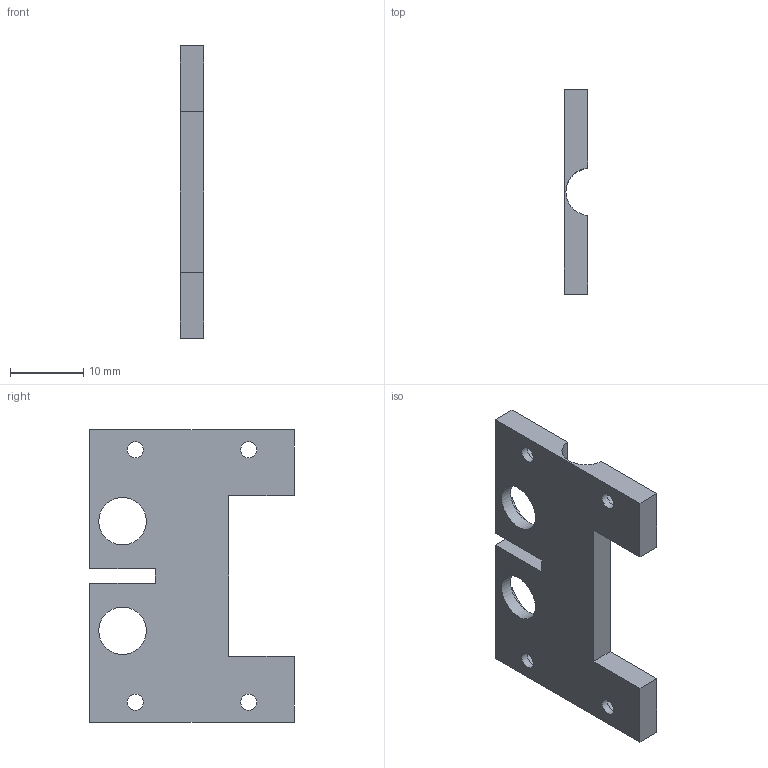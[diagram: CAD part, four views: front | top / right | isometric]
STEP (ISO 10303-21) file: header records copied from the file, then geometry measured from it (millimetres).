
FILE_DESCRIPTION(('FreeCAD Model'),'2;1');
FILE_NAME('Open CASCADE Shape Model','2024-09-11T12:27:10',(''),(''), 'Open CASCADE STEP processor 7.8','FreeCAD','Unknown');
FILE_SCHEMA(('AUTOMOTIVE_DESIGN { 1 0 10303 214 1 1 1 1 }'));
Length unit declared in the file: millimetre
Products named in the file (1): CopperA_Large
Bounding box: 3.25 x 28 x 40 mm (x, y, z)
Volume: 1800 mm3; surface area: 2611.2 mm2
Topology: 1 solids, 1 shells, 40 faces, 94 edges, 64 vertices
Faces by surface type: plane 25, cylinder 15
Full cylindrical faces by diameter (mm): 2.2 x4, 5 x4, 6.5 x2
Entity records: 1210 total; most frequent: DIRECTION 210, CARTESIAN_POINT 199, ORIENTED_EDGE 188, EDGE_CURVE 94, AXIS2_PLACEMENT_3D 75, VERTEX_POINT 64, FACE_BOUND 60, EDGE_LOOP 60
